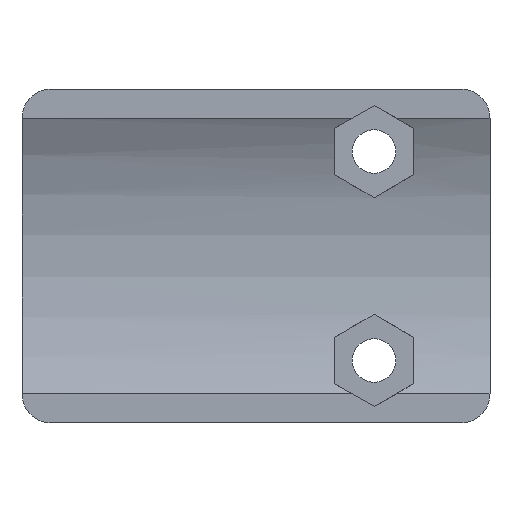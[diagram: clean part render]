
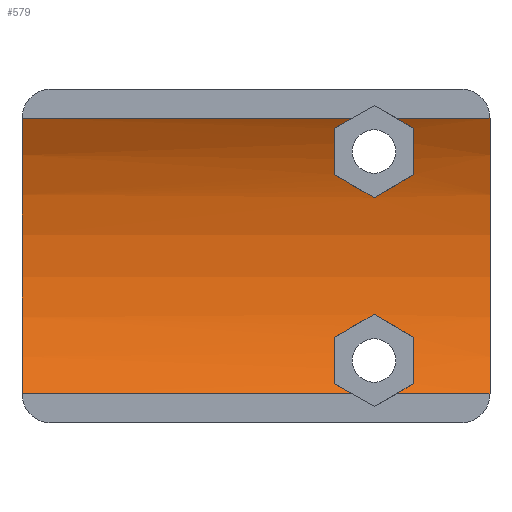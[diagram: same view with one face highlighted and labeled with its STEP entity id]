
A CAD part, front view. The second image highlights one B-rep face of the part: STEP entity #579.
In plain terms, the highlighted cylindrical face has radius 18.932 mm (diameter 37.864 mm), a partial arc.
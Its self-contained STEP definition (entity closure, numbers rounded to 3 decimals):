
#44=FACE_OUTER_BOUND('',#76,.T.);
#76=EDGE_LOOP('',(#398,#399,#400,#401,#402,#403,#404,#405,#406,#407,#408,
#409,#410,#411,#412,#413,#414,#415));
#114=ELLIPSE('',#633,37.864,18.932);
#115=ELLIPSE('',#635,37.864,18.932);
#116=ELLIPSE('',#636,37.864,18.932);
#117=ELLIPSE('',#638,37.864,18.932);
#118=ELLIPSE('',#640,37.864,18.932);
#119=ELLIPSE('',#642,37.864,18.932);
#120=ELLIPSE('',#643,37.864,18.932);
#121=ELLIPSE('',#645,37.864,18.932);
#122=CIRCLE('',#632,18.932);
#123=CIRCLE('',#634,18.932);
#124=CIRCLE('',#637,18.932);
#125=CIRCLE('',#639,18.932);
#126=CIRCLE('',#641,18.932);
#127=CIRCLE('',#644,18.932);
#144=LINE('',#879,#200);
#145=LINE('',#883,#201);
#146=LINE('',#897,#202);
#147=LINE('',#901,#203);
#200=VECTOR('',#697,10.);
#201=VECTOR('',#700,10.);
#202=VECTOR('',#713,10.);
#203=VECTOR('',#716,10.);
#256=VERTEX_POINT('',#877);
#257=VERTEX_POINT('',#878);
#258=VERTEX_POINT('',#880);
#259=VERTEX_POINT('',#882);
#260=VERTEX_POINT('',#884);
#261=VERTEX_POINT('',#886);
#262=VERTEX_POINT('',#888);
#263=VERTEX_POINT('',#890);
#264=VERTEX_POINT('',#892);
#265=VERTEX_POINT('',#894);
#266=VERTEX_POINT('',#896);
#267=VERTEX_POINT('',#898);
#268=VERTEX_POINT('',#900);
#269=VERTEX_POINT('',#902);
#270=VERTEX_POINT('',#904);
#271=VERTEX_POINT('',#906);
#272=VERTEX_POINT('',#908);
#273=VERTEX_POINT('',#910);
#312=EDGE_CURVE('',#256,#257,#144,.T.);
#313=EDGE_CURVE('',#258,#256,#122,.T.);
#314=EDGE_CURVE('',#259,#258,#145,.T.);
#315=EDGE_CURVE('',#260,#259,#114,.T.);
#316=EDGE_CURVE('',#261,#260,#123,.T.);
#317=EDGE_CURVE('',#262,#261,#115,.T.);
#318=EDGE_CURVE('',#263,#262,#116,.T.);
#319=EDGE_CURVE('',#264,#263,#124,.T.);
#320=EDGE_CURVE('',#265,#264,#117,.T.);
#321=EDGE_CURVE('',#266,#265,#146,.T.);
#322=EDGE_CURVE('',#267,#266,#125,.T.);
#323=EDGE_CURVE('',#268,#267,#147,.T.);
#324=EDGE_CURVE('',#269,#268,#118,.T.);
#325=EDGE_CURVE('',#270,#269,#126,.T.);
#326=EDGE_CURVE('',#271,#270,#119,.T.);
#327=EDGE_CURVE('',#272,#271,#120,.T.);
#328=EDGE_CURVE('',#273,#272,#127,.T.);
#329=EDGE_CURVE('',#257,#273,#121,.T.);
#398=ORIENTED_EDGE('',*,*,#312,.F.);
#399=ORIENTED_EDGE('',*,*,#313,.F.);
#400=ORIENTED_EDGE('',*,*,#314,.F.);
#401=ORIENTED_EDGE('',*,*,#315,.F.);
#402=ORIENTED_EDGE('',*,*,#316,.F.);
#403=ORIENTED_EDGE('',*,*,#317,.F.);
#404=ORIENTED_EDGE('',*,*,#318,.F.);
#405=ORIENTED_EDGE('',*,*,#319,.F.);
#406=ORIENTED_EDGE('',*,*,#320,.F.);
#407=ORIENTED_EDGE('',*,*,#321,.F.);
#408=ORIENTED_EDGE('',*,*,#322,.F.);
#409=ORIENTED_EDGE('',*,*,#323,.F.);
#410=ORIENTED_EDGE('',*,*,#324,.F.);
#411=ORIENTED_EDGE('',*,*,#325,.F.);
#412=ORIENTED_EDGE('',*,*,#326,.F.);
#413=ORIENTED_EDGE('',*,*,#327,.F.);
#414=ORIENTED_EDGE('',*,*,#328,.F.);
#415=ORIENTED_EDGE('',*,*,#329,.F.);
#570=CYLINDRICAL_SURFACE('',#631,18.932);
#579=ADVANCED_FACE('',(#44),#570,.F.);
#631=AXIS2_PLACEMENT_3D('',#876,#695,#696);
#632=AXIS2_PLACEMENT_3D('',#881,#698,#699);
#633=AXIS2_PLACEMENT_3D('',#885,#701,#702);
#634=AXIS2_PLACEMENT_3D('',#887,#703,#704);
#635=AXIS2_PLACEMENT_3D('',#889,#705,#706);
#636=AXIS2_PLACEMENT_3D('',#891,#707,#708);
#637=AXIS2_PLACEMENT_3D('',#893,#709,#710);
#638=AXIS2_PLACEMENT_3D('',#895,#711,#712);
#639=AXIS2_PLACEMENT_3D('',#899,#714,#715);
#640=AXIS2_PLACEMENT_3D('',#903,#717,#718);
#641=AXIS2_PLACEMENT_3D('',#905,#719,#720);
#642=AXIS2_PLACEMENT_3D('',#907,#721,#722);
#643=AXIS2_PLACEMENT_3D('',#909,#723,#724);
#644=AXIS2_PLACEMENT_3D('',#911,#725,#726);
#645=AXIS2_PLACEMENT_3D('',#912,#727,#728);
#695=DIRECTION('center_axis',(1.,0.,0.));
#696=DIRECTION('ref_axis',(0.,0.,1.));
#697=DIRECTION('',(1.,0.,0.));
#698=DIRECTION('center_axis',(1.,0.,0.));
#699=DIRECTION('ref_axis',(0.,0.,1.));
#700=DIRECTION('',(-1.,0.,0.));
#701=DIRECTION('center_axis',(-0.5,0.,-0.866));
#702=DIRECTION('ref_axis',(-0.866,0.,0.5));
#703=DIRECTION('center_axis',(-1.,0.,0.));
#704=DIRECTION('ref_axis',(0.,0.,1.));
#705=DIRECTION('center_axis',(-0.5,0.,0.866));
#706=DIRECTION('ref_axis',(0.866,0.,0.5));
#707=DIRECTION('center_axis',(0.5,0.,0.866));
#708=DIRECTION('ref_axis',(-0.866,0.,0.5));
#709=DIRECTION('center_axis',(1.,0.,0.));
#710=DIRECTION('ref_axis',(0.,0.,1.));
#711=DIRECTION('center_axis',(0.5,0.,-0.866));
#712=DIRECTION('ref_axis',(0.866,0.,0.5));
#713=DIRECTION('',(-1.,0.,0.));
#714=DIRECTION('center_axis',(-1.,0.,0.));
#715=DIRECTION('ref_axis',(0.,0.,1.));
#716=DIRECTION('',(1.,0.,0.));
#717=DIRECTION('center_axis',(0.5,0.,0.866));
#718=DIRECTION('ref_axis',(-0.866,0.,0.5));
#719=DIRECTION('center_axis',(1.,0.,0.));
#720=DIRECTION('ref_axis',(0.,0.,1.));
#721=DIRECTION('center_axis',(0.5,0.,-0.866));
#722=DIRECTION('ref_axis',(0.866,0.,0.5));
#723=DIRECTION('center_axis',(-0.5,0.,-0.866));
#724=DIRECTION('ref_axis',(-0.866,0.,0.5));
#725=DIRECTION('center_axis',(-1.,0.,0.));
#726=DIRECTION('ref_axis',(0.,0.,1.));
#727=DIRECTION('center_axis',(-0.5,0.,0.866));
#728=DIRECTION('ref_axis',(0.866,0.,0.5));
#876=CARTESIAN_POINT('Origin',(0.15,-28.126,0.));
#877=CARTESIAN_POINT('',(0.15,-11.75,9.5));
#878=CARTESIAN_POINT('',(22.893,-11.75,9.5));
#879=CARTESIAN_POINT('',(0.15,-11.75,9.5));
#880=CARTESIAN_POINT('',(0.15,-11.75,-9.5));
#881=CARTESIAN_POINT('Origin',(0.15,-28.126,0.));
#882=CARTESIAN_POINT('',(22.893,-11.75,-9.5));
#883=CARTESIAN_POINT('',(0.15,-11.75,-9.5));
#884=CARTESIAN_POINT('',(21.66,-11.357,-8.788));
#885=CARTESIAN_POINT('Origin',(6.439,-28.126,0.));
#886=CARTESIAN_POINT('',(21.66,-10.045,-5.612));
#887=CARTESIAN_POINT('Origin',(21.66,-28.126,0.));
#888=CARTESIAN_POINT('',(24.41,-9.627,-4.025));
#889=CARTESIAN_POINT('Origin',(31.38,-28.126,0.));
#890=CARTESIAN_POINT('',(27.16,-10.045,-5.612));
#891=CARTESIAN_POINT('Origin',(17.439,-28.126,0.));
#892=CARTESIAN_POINT('',(27.16,-11.357,-8.788));
#893=CARTESIAN_POINT('Origin',(27.16,-28.126,0.));
#894=CARTESIAN_POINT('',(25.926,-11.75,-9.5));
#895=CARTESIAN_POINT('Origin',(42.38,-28.126,0.));
#896=CARTESIAN_POINT('',(32.4,-11.75,-9.5));
#897=CARTESIAN_POINT('',(0.15,-11.75,-9.5));
#898=CARTESIAN_POINT('',(32.4,-11.75,9.5));
#899=CARTESIAN_POINT('Origin',(32.4,-28.126,0.));
#900=CARTESIAN_POINT('',(25.926,-11.75,9.5));
#901=CARTESIAN_POINT('',(0.15,-11.75,9.5));
#902=CARTESIAN_POINT('',(27.16,-11.357,8.788));
#903=CARTESIAN_POINT('Origin',(42.38,-28.126,0.));
#904=CARTESIAN_POINT('',(27.16,-10.045,5.612));
#905=CARTESIAN_POINT('Origin',(27.16,-28.126,0.));
#906=CARTESIAN_POINT('',(24.41,-9.627,4.025));
#907=CARTESIAN_POINT('Origin',(17.439,-28.126,0.));
#908=CARTESIAN_POINT('',(21.66,-10.045,5.612));
#909=CARTESIAN_POINT('Origin',(31.38,-28.126,0.));
#910=CARTESIAN_POINT('',(21.66,-11.357,8.788));
#911=CARTESIAN_POINT('Origin',(21.66,-28.126,0.));
#912=CARTESIAN_POINT('Origin',(6.439,-28.126,0.));
